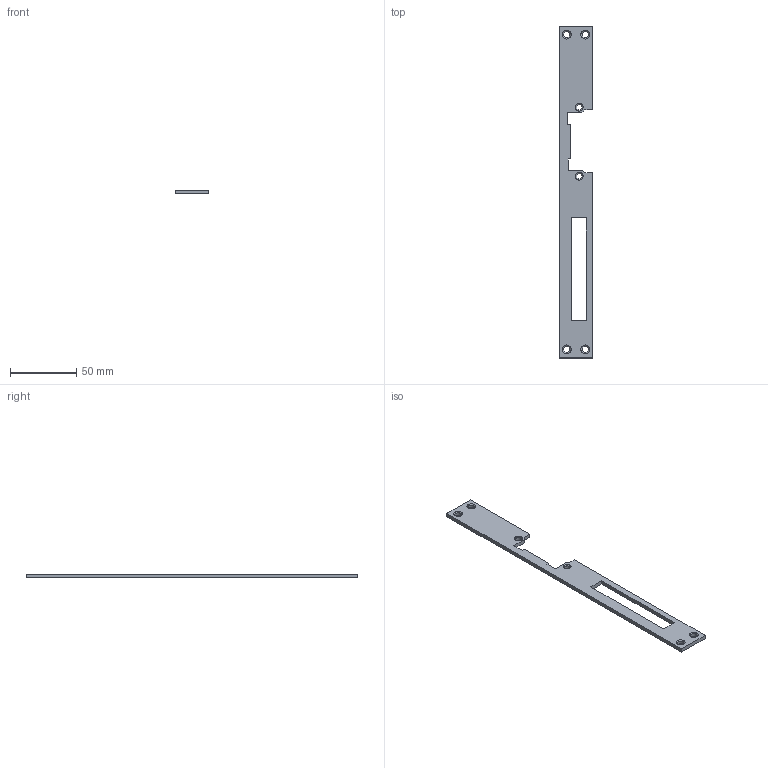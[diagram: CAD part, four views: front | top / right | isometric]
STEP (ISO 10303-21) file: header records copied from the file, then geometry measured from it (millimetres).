
FILE_DESCRIPTION (( 'STEP AP203' ), '1' );
FILE_NAME ('B1_18-FP.STEP', '2019-09-19T06:10:41', ( '' ), ( '' ), 'SwSTEP 2.0', 'SolidWorks 2019', '' );
FILE_SCHEMA (( 'CONFIG_CONTROL_DESIGN' ));
Length unit declared in the file: millimetre
Products named in the file (1): B1_18-FP
Bounding box: 25 x 250 x 3 mm (x, y, z)
Volume: 13343.1 mm3; surface area: 11449.6 mm2
Topology: 1 solids, 1 shells, 46 faces, 120 edges, 76 vertices
Faces by surface type: plane 22, cone 12, cylinder 12
Entity records: 1509 total; most frequent: DIRECTION 250, CARTESIAN_POINT 243, ORIENTED_EDGE 240, EDGE_CURVE 120, LINE 84, VECTOR 84, AXIS2_PLACEMENT_3D 83, VERTEX_POINT 76
